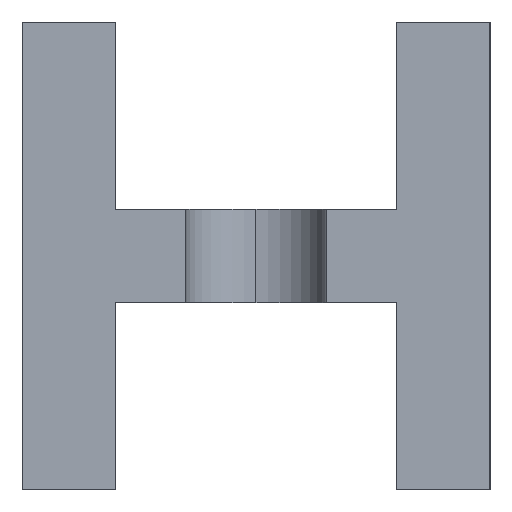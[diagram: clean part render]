
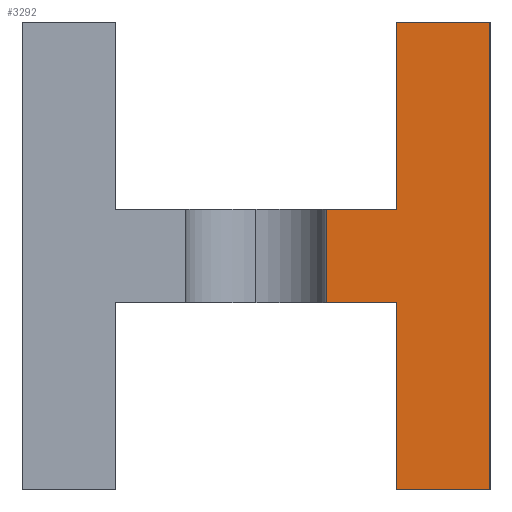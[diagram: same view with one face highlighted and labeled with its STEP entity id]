
A CAD part, left-side view. The second image highlights one B-rep face of the part: STEP entity #3292.
In plain terms, the highlighted planar face has unit normal (-1, 0, 0).
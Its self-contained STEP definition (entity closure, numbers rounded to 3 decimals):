
#139 = ORIENTED_EDGE ( 'NONE', *, *, #6279, .F. ) ;
#180 = CARTESIAN_POINT ( 'NONE',  ( 0., 2., 10. ) ) ;
#508 = EDGE_CURVE ( 'NONE', #4469, #999, #3498, .T. ) ;
#841 = VECTOR ( 'NONE', #4561, 1000. ) ;
#880 = DIRECTION ( 'NONE',  ( 0., 0., 1. ) ) ;
#931 = LINE ( 'NONE', #180, #6318 ) ;
#999 = VERTEX_POINT ( 'NONE', #5275 ) ;
#1453 = CARTESIAN_POINT ( 'NONE',  ( 0., 0., 0. ) ) ;
#1463 = DIRECTION ( 'NONE',  ( 0., 0., 1. ) ) ;
#1478 = DIRECTION ( 'NONE',  ( -1., 0., 0. ) ) ;
#1568 = CARTESIAN_POINT ( 'NONE',  ( 0., 3.5, 4. ) ) ;
#1742 = PLANE ( 'NONE',  #5500 ) ;
#1824 = VECTOR ( 'NONE', #7087, 1000. ) ;
#1966 = LINE ( 'NONE', #4204, #7355 ) ;
#1988 = ORIENTED_EDGE ( 'NONE', *, *, #8152, .F. ) ;
#2257 = VECTOR ( 'NONE', #6923, 1000. ) ;
#2288 = VERTEX_POINT ( 'NONE', #1568 ) ;
#2400 = FACE_OUTER_BOUND ( 'NONE', #7491, .T. ) ;
#2488 = LINE ( 'NONE', #9032, #2257 ) ;
#2577 = EDGE_CURVE ( 'NONE', #5450, #4469, #3839, .T. ) ;
#2913 = DIRECTION ( 'NONE',  ( 0., -1., 0. ) ) ;
#3004 = DIRECTION ( 'NONE',  ( 0., 0., 1. ) ) ;
#3288 = VECTOR ( 'NONE', #5547, 1000. ) ;
#3292 = ADVANCED_FACE ( 'NONE', ( #2400 ), #1742, .T. ) ;
#3498 = LINE ( 'NONE', #5598, #3288 ) ;
#3592 = VERTEX_POINT ( 'NONE', #6586 ) ;
#3686 = LINE ( 'NONE', #5651, #1824 ) ;
#3839 = LINE ( 'NONE', #6746, #7353 ) ;
#4204 = CARTESIAN_POINT ( 'NONE',  ( 0., 2., 4. ) ) ;
#4418 = VERTEX_POINT ( 'NONE', #7807 ) ;
#4469 = VERTEX_POINT ( 'NONE', #7370 ) ;
#4561 = DIRECTION ( 'NONE',  ( 0., 1., 0. ) ) ;
#4590 = VECTOR ( 'NONE', #2913, 1000. ) ;
#4613 = VERTEX_POINT ( 'NONE', #6273 ) ;
#4919 = ORIENTED_EDGE ( 'NONE', *, *, #6818, .F. ) ;
#4926 = ORIENTED_EDGE ( 'NONE', *, *, #8674, .F. ) ;
#5021 = ORIENTED_EDGE ( 'NONE', *, *, #2577, .F. ) ;
#5039 = ORIENTED_EDGE ( 'NONE', *, *, #508, .F. ) ;
#5114 = ORIENTED_EDGE ( 'NONE', *, *, #7282, .F. ) ;
#5275 = CARTESIAN_POINT ( 'NONE',  ( 0., 0., 0. ) ) ;
#5450 = VERTEX_POINT ( 'NONE', #6512 ) ;
#5500 = AXIS2_PLACEMENT_3D ( 'NONE', #1453, #1478, #1463 ) ;
#5547 = DIRECTION ( 'NONE',  ( 0., 0., -1. ) ) ;
#5598 = CARTESIAN_POINT ( 'NONE',  ( 0., 0., 0. ) ) ;
#5651 = CARTESIAN_POINT ( 'NONE',  ( 0., 3.5, 4. ) ) ;
#5771 = VERTEX_POINT ( 'NONE', #8591 ) ;
#5886 = DIRECTION ( 'NONE',  ( 0., -1., 0. ) ) ;
#6245 = LINE ( 'NONE', #8071, #841 ) ;
#6273 = CARTESIAN_POINT ( 'NONE',  ( 0., 2., 0. ) ) ;
#6279 = EDGE_CURVE ( 'NONE', #4613, #4418, #1966, .T. ) ;
#6285 = ORIENTED_EDGE ( 'NONE', *, *, #8093, .F. ) ;
#6318 = VECTOR ( 'NONE', #880, 1000. ) ;
#6512 = CARTESIAN_POINT ( 'NONE',  ( 0., 2., 10. ) ) ;
#6586 = CARTESIAN_POINT ( 'NONE',  ( 0., 3.5, 6. ) ) ;
#6746 = CARTESIAN_POINT ( 'NONE',  ( 0., 0., 10. ) ) ;
#6818 = EDGE_CURVE ( 'NONE', #3592, #5771, #8312, .T. ) ;
#6821 = CARTESIAN_POINT ( 'NONE',  ( 0., 2., 6. ) ) ;
#6923 = DIRECTION ( 'NONE',  ( 0., 1., 0. ) ) ;
#7087 = DIRECTION ( 'NONE',  ( 0., 0., 1. ) ) ;
#7282 = EDGE_CURVE ( 'NONE', #999, #4613, #6245, .T. ) ;
#7353 = VECTOR ( 'NONE', #5886, 1000. ) ;
#7355 = VECTOR ( 'NONE', #3004, 1000. ) ;
#7370 = CARTESIAN_POINT ( 'NONE',  ( 0., 0., 10. ) ) ;
#7491 = EDGE_LOOP ( 'NONE', ( #1988, #6285, #139, #5114, #5039, #5021, #4926, #4919 ) ) ;
#7807 = CARTESIAN_POINT ( 'NONE',  ( 0., 2., 4. ) ) ;
#8071 = CARTESIAN_POINT ( 'NONE',  ( 0., 2., 0. ) ) ;
#8093 = EDGE_CURVE ( 'NONE', #4418, #2288, #2488, .T. ) ;
#8152 = EDGE_CURVE ( 'NONE', #2288, #3592, #3686, .T. ) ;
#8312 = LINE ( 'NONE', #6821, #4590 ) ;
#8591 = CARTESIAN_POINT ( 'NONE',  ( 0., 2., 6. ) ) ;
#8674 = EDGE_CURVE ( 'NONE', #5771, #5450, #931, .T. ) ;
#9032 = CARTESIAN_POINT ( 'NONE',  ( 0., 8., 4. ) ) ;
